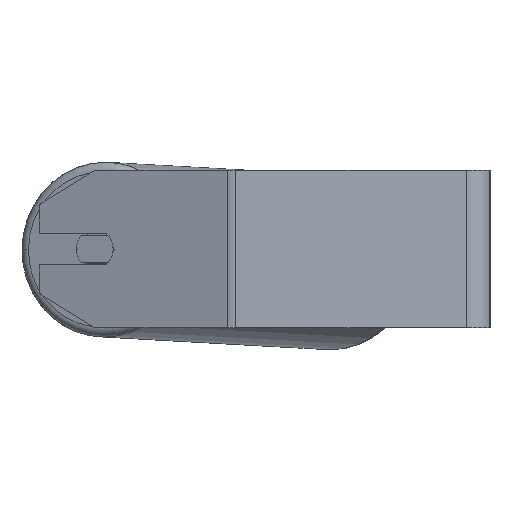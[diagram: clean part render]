
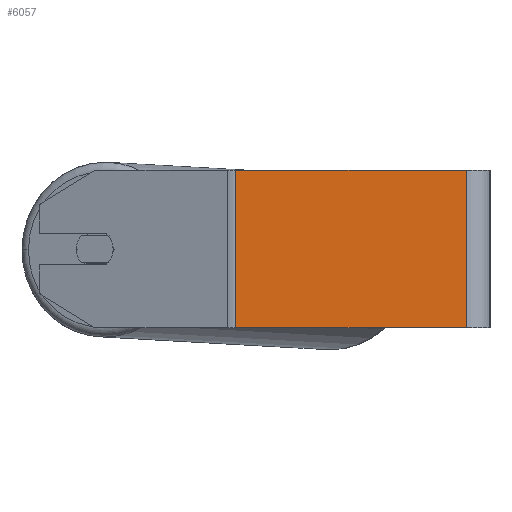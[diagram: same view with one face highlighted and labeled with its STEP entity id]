
A CAD part, left-side view. The second image highlights one B-rep face of the part: STEP entity #6057.
In plain terms, the highlighted planar face has unit normal (-1, 0, 0).
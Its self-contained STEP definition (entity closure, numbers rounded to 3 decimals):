
#34 = EDGE_CURVE ( 'NONE', #1926, #69, #242, .T. ) ;
#69 = VERTEX_POINT ( 'NONE', #2502 ) ;
#70 = EDGE_CURVE ( 'NONE', #1378, #69, #4200, .T. ) ;
#165 = DIRECTION ( 'NONE',  ( 0., 0., -1. ) ) ;
#242 = LINE ( 'NONE', #5248, #2236 ) ;
#289 = VERTEX_POINT ( 'NONE', #4453 ) ;
#434 = DIRECTION ( 'NONE',  ( 0., 0., -1. ) ) ;
#517 = ORIENTED_EDGE ( 'NONE', *, *, #1370, .F. ) ;
#634 = DIRECTION ( 'NONE',  ( 0., 0., -1. ) ) ;
#693 = AXIS2_PLACEMENT_3D ( 'NONE', #3256, #2591, #434 ) ;
#721 = VECTOR ( 'NONE', #2467, 1000. ) ;
#1349 = CARTESIAN_POINT ( 'NONE',  ( -380., 131.518, 40. ) ) ;
#1370 = EDGE_CURVE ( 'NONE', #289, #1378, #4724, .T. ) ;
#1378 = VERTEX_POINT ( 'NONE', #2504 ) ;
#1623 = EDGE_CURVE ( 'NONE', #289, #1926, #4553, .T. ) ;
#1687 = ORIENTED_EDGE ( 'NONE', *, *, #70, .F. ) ;
#1926 = VERTEX_POINT ( 'NONE', #2898 ) ;
#2236 = VECTOR ( 'NONE', #7054, 1000. ) ;
#2376 = VECTOR ( 'NONE', #634, 1000. ) ;
#2467 = DIRECTION ( 'NONE',  ( 0., -1., 0. ) ) ;
#2502 = CARTESIAN_POINT ( 'NONE',  ( -380., 12., -40. ) ) ;
#2504 = CARTESIAN_POINT ( 'NONE',  ( -380., 12., 40. ) ) ;
#2591 = DIRECTION ( 'NONE',  ( 1., 0., 0. ) ) ;
#2898 = CARTESIAN_POINT ( 'NONE',  ( -380., 129.402, -40. ) ) ;
#3256 = CARTESIAN_POINT ( 'NONE',  ( -380., 131.518, 40. ) ) ;
#4094 = CARTESIAN_POINT ( 'NONE',  ( -380., 12., 40. ) ) ;
#4200 = LINE ( 'NONE', #4094, #4960 ) ;
#4453 = CARTESIAN_POINT ( 'NONE',  ( -380., 129.402, 40. ) ) ;
#4553 = LINE ( 'NONE', #5720, #2376 ) ;
#4724 = LINE ( 'NONE', #1349, #721 ) ;
#4797 = ORIENTED_EDGE ( 'NONE', *, *, #34, .T. ) ;
#4960 = VECTOR ( 'NONE', #165, 1000. ) ;
#5226 = EDGE_LOOP ( 'NONE', ( #4797, #1687, #517, #5596 ) ) ;
#5248 = CARTESIAN_POINT ( 'NONE',  ( -380., 131.518, -40. ) ) ;
#5447 = FACE_OUTER_BOUND ( 'NONE', #5226, .T. ) ;
#5596 = ORIENTED_EDGE ( 'NONE', *, *, #1623, .T. ) ;
#5720 = CARTESIAN_POINT ( 'NONE',  ( -380., 129.402, 40. ) ) ;
#6057 = ADVANCED_FACE ( 'NONE', ( #5447 ), #7260, .F. ) ;
#7054 = DIRECTION ( 'NONE',  ( 0., -1., 0. ) ) ;
#7260 = PLANE ( 'NONE',  #693 ) ;
